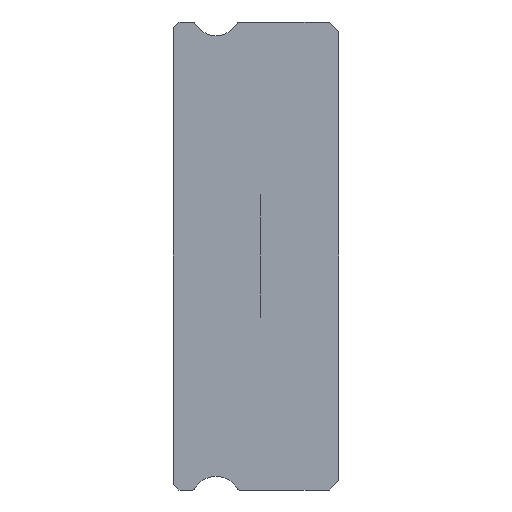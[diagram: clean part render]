
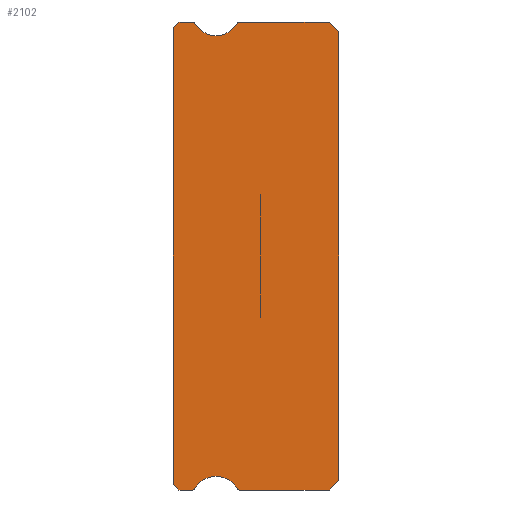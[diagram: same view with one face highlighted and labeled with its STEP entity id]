
A CAD part, left-side view. The second image highlights one B-rep face of the part: STEP entity #2102.
In plain terms, the highlighted planar face has unit normal (-1, 0, 0).
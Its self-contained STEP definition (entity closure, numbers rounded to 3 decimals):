
#4 = DIRECTION ( 'NONE',  ( 1., 0., 0. ) ) ;
#45 = DIRECTION ( 'NONE',  ( 0., 0., -1. ) ) ;
#46 = ORIENTED_EDGE ( 'NONE', *, *, #214, .F. ) ;
#76 = EDGE_CURVE ( 'NONE', #3124, #1386, #407, .T. ) ;
#96 = EDGE_CURVE ( 'NONE', #540, #751, #1023, .T. ) ;
#132 = VERTEX_POINT ( 'NONE', #508 ) ;
#193 = DIRECTION ( 'NONE',  ( -1., 0., 0. ) ) ;
#214 = EDGE_CURVE ( 'NONE', #132, #1262, #1515, .T. ) ;
#221 = LINE ( 'NONE', #1237, #479 ) ;
#235 = DIRECTION ( 'NONE',  ( 0., -0.707, -0.707 ) ) ;
#247 = LINE ( 'NONE', #2513, #1011 ) ;
#266 = DIRECTION ( 'NONE',  ( 0., 0., 1. ) ) ;
#269 = CARTESIAN_POINT ( 'NONE',  ( -5., 6.3, 11.3 ) ) ;
#356 = VECTOR ( 'NONE', #1324, 1000. ) ;
#361 = CARTESIAN_POINT ( 'NONE',  ( -5., 7.512, -12. ) ) ;
#368 = CARTESIAN_POINT ( 'NONE',  ( -5., 0., -11.5 ) ) ;
#407 = CIRCLE ( 'NONE', #2744, 0.15 ) ;
#411 = AXIS2_PLACEMENT_3D ( 'NONE', #2351, #621, #2394 ) ;
#414 = CIRCLE ( 'NONE', #2694, 1.25 ) ;
#453 = VERTEX_POINT ( 'NONE', #1517 ) ;
#479 = VECTOR ( 'NONE', #266, 1000. ) ;
#498 = EDGE_LOOP ( 'NONE', ( #1216, #3035, #3123, #1212, #1177, #847, #1326, #2475, #3128, #1133, #1705, #46, #3200, #1362, #765, #2422, #878 ) ) ;
#508 = CARTESIAN_POINT ( 'NONE',  ( -5., 5.217, 11.925 ) ) ;
#511 = CARTESIAN_POINT ( 'NONE',  ( -5., 7.512, 12. ) ) ;
#517 = EDGE_CURVE ( 'NONE', #2883, #1322, #2000, .T. ) ;
#522 = DIRECTION ( 'NONE',  ( 0., 0., 1. ) ) ;
#525 = CARTESIAN_POINT ( 'NONE',  ( -5., 5.088, -12. ) ) ;
#540 = VERTEX_POINT ( 'NONE', #1767 ) ;
#544 = CIRCLE ( 'NONE', #2392, 1.25 ) ;
#546 = CARTESIAN_POINT ( 'NONE',  ( -5., 8.2, -12. ) ) ;
#555 = VERTEX_POINT ( 'NONE', #361 ) ;
#562 = EDGE_CURVE ( 'NONE', #453, #1724, #2073, .T. ) ;
#621 = DIRECTION ( 'NONE',  ( 1., 0., 0. ) ) ;
#632 = EDGE_CURVE ( 'NONE', #1878, #2845, #414, .T. ) ;
#643 = AXIS2_PLACEMENT_3D ( 'NONE', #1519, #4, #1035 ) ;
#648 = VECTOR ( 'NONE', #1808, 1000. ) ;
#664 = DIRECTION ( 'NONE',  ( 0., 0., -1. ) ) ;
#676 = DIRECTION ( 'NONE',  ( 0., -1., 0. ) ) ;
#751 = VERTEX_POINT ( 'NONE', #1930 ) ;
#765 = ORIENTED_EDGE ( 'NONE', *, *, #76, .F. ) ;
#811 = CARTESIAN_POINT ( 'NONE',  ( -5., 8.2, -12. ) ) ;
#847 = ORIENTED_EDGE ( 'NONE', *, *, #2787, .F. ) ;
#878 = ORIENTED_EDGE ( 'NONE', *, *, #562, .T. ) ;
#953 = VECTOR ( 'NONE', #1978, 1000. ) ;
#968 = LINE ( 'NONE', #2231, #1583 ) ;
#975 = CARTESIAN_POINT ( 'NONE',  ( -5., 8.5, -11.7 ) ) ;
#981 = LINE ( 'NONE', #1214, #953 ) ;
#1011 = VECTOR ( 'NONE', #522, 1000. ) ;
#1023 = LINE ( 'NONE', #1037, #2254 ) ;
#1025 = EDGE_CURVE ( 'NONE', #3124, #453, #981, .T. ) ;
#1035 = DIRECTION ( 'NONE',  ( 0., 0., -1. ) ) ;
#1037 = CARTESIAN_POINT ( 'NONE',  ( -5., 0.5, 12. ) ) ;
#1105 = DIRECTION ( 'NONE',  ( -1., 0., 0. ) ) ;
#1130 = DIRECTION ( 'NONE',  ( -1., 0., 0. ) ) ;
#1133 = ORIENTED_EDGE ( 'NONE', *, *, #96, .F. ) ;
#1177 = ORIENTED_EDGE ( 'NONE', *, *, #632, .F. ) ;
#1192 = VERTEX_POINT ( 'NONE', #975 ) ;
#1212 = ORIENTED_EDGE ( 'NONE', *, *, #1863, .F. ) ;
#1214 = CARTESIAN_POINT ( 'NONE',  ( -5., 8.2, 12. ) ) ;
#1216 = ORIENTED_EDGE ( 'NONE', *, *, #2739, .F. ) ;
#1237 = CARTESIAN_POINT ( 'NONE',  ( -5., 0., 11.5 ) ) ;
#1262 = VERTEX_POINT ( 'NONE', #2238 ) ;
#1317 = CIRCLE ( 'NONE', #643, 0.15 ) ;
#1322 = VERTEX_POINT ( 'NONE', #525 ) ;
#1324 = DIRECTION ( 'NONE',  ( 0., 0.707, -0.707 ) ) ;
#1326 = ORIENTED_EDGE ( 'NONE', *, *, #517, .F. ) ;
#1338 = VERTEX_POINT ( 'NONE', #269 ) ;
#1362 = ORIENTED_EDGE ( 'NONE', *, *, #2075, .F. ) ;
#1386 = VERTEX_POINT ( 'NONE', #2531 ) ;
#1395 = DIRECTION ( 'NONE',  ( 1., 0., 0. ) ) ;
#1454 = DIRECTION ( 'NONE',  ( 1., 0., 0. ) ) ;
#1482 = VERTEX_POINT ( 'NONE', #368 ) ;
#1515 = CIRCLE ( 'NONE', #411, 0.15 ) ;
#1517 = CARTESIAN_POINT ( 'NONE',  ( -5., 8.2, 12. ) ) ;
#1519 = CARTESIAN_POINT ( 'NONE',  ( -5., 5.088, -11.85 ) ) ;
#1534 = VECTOR ( 'NONE', #1964, 1000. ) ;
#1535 = CARTESIAN_POINT ( 'NONE',  ( -5., 7.512, -12. ) ) ;
#1539 = DIRECTION ( 'NONE',  ( 1., 0., 0. ) ) ;
#1545 = CARTESIAN_POINT ( 'NONE',  ( -5., 5.217, -11.925 ) ) ;
#1583 = VECTOR ( 'NONE', #2194, 1000. ) ;
#1591 = CARTESIAN_POINT ( 'NONE',  ( -5., 8.5, 11.7 ) ) ;
#1677 = LINE ( 'NONE', #2949, #1534 ) ;
#1688 = AXIS2_PLACEMENT_3D ( 'NONE', #1693, #1454, #45 ) ;
#1693 = CARTESIAN_POINT ( 'NONE',  ( -5., 7.512, -11.85 ) ) ;
#1705 = ORIENTED_EDGE ( 'NONE', *, *, #1744, .F. ) ;
#1724 = VERTEX_POINT ( 'NONE', #3238 ) ;
#1744 = EDGE_CURVE ( 'NONE', #1262, #540, #1677, .T. ) ;
#1759 = LINE ( 'NONE', #811, #648 ) ;
#1767 = CARTESIAN_POINT ( 'NONE',  ( -5., 0.5, 12. ) ) ;
#1785 = EDGE_CURVE ( 'NONE', #1338, #132, #1908, .T. ) ;
#1804 = EDGE_CURVE ( 'NONE', #1482, #2883, #968, .T. ) ;
#1808 = DIRECTION ( 'NONE',  ( 0., -0.707, -0.707 ) ) ;
#1851 = AXIS2_PLACEMENT_3D ( 'NONE', #2203, #1395, #664 ) ;
#1863 = EDGE_CURVE ( 'NONE', #2845, #555, #3126, .T. ) ;
#1878 = VERTEX_POINT ( 'NONE', #1545 ) ;
#1908 = CIRCLE ( 'NONE', #2504, 1.25 ) ;
#1930 = CARTESIAN_POINT ( 'NONE',  ( -5., 0., 11.5 ) ) ;
#1964 = DIRECTION ( 'NONE',  ( 0., -1., 0. ) ) ;
#1978 = DIRECTION ( 'NONE',  ( 0., 1., 0. ) ) ;
#2000 = LINE ( 'NONE', #1535, #2641 ) ;
#2005 = DIRECTION ( 'NONE',  ( 0., 0., -1. ) ) ;
#2073 = LINE ( 'NONE', #1591, #356 ) ;
#2075 = EDGE_CURVE ( 'NONE', #1386, #1338, #544, .T. ) ;
#2098 = DIRECTION ( 'NONE',  ( 0., 0., -1. ) ) ;
#2102 = ADVANCED_FACE ( 'NONE', ( #3208 ), #2412, .F. ) ;
#2120 = CARTESIAN_POINT ( 'NONE',  ( -5., 7.383, -11.925 ) ) ;
#2130 = LINE ( 'NONE', #3152, #2852 ) ;
#2194 = DIRECTION ( 'NONE',  ( 0., 0.707, -0.707 ) ) ;
#2203 = CARTESIAN_POINT ( 'NONE',  ( -5., 7.512, 11.85 ) ) ;
#2231 = CARTESIAN_POINT ( 'NONE',  ( -5., 0., -11.5 ) ) ;
#2238 = CARTESIAN_POINT ( 'NONE',  ( -5., 5.088, 12. ) ) ;
#2254 = VECTOR ( 'NONE', #235, 1000. ) ;
#2264 = VERTEX_POINT ( 'NONE', #546 ) ;
#2351 = CARTESIAN_POINT ( 'NONE',  ( -5., 5.088, 11.85 ) ) ;
#2365 = CARTESIAN_POINT ( 'NONE',  ( -5., 6.3, -12.55 ) ) ;
#2392 = AXIS2_PLACEMENT_3D ( 'NONE', #2615, #1105, #2098 ) ;
#2394 = DIRECTION ( 'NONE',  ( 0., 0., -1. ) ) ;
#2412 = PLANE ( 'NONE',  #1851 ) ;
#2422 = ORIENTED_EDGE ( 'NONE', *, *, #1025, .T. ) ;
#2475 = ORIENTED_EDGE ( 'NONE', *, *, #1804, .F. ) ;
#2504 = AXIS2_PLACEMENT_3D ( 'NONE', #2725, #193, #2966 ) ;
#2513 = CARTESIAN_POINT ( 'NONE',  ( -5., 8.5, 11.85 ) ) ;
#2523 = EDGE_CURVE ( 'NONE', #2264, #555, #2130, .T. ) ;
#2531 = CARTESIAN_POINT ( 'NONE',  ( -5., 7.383, 11.925 ) ) ;
#2558 = DIRECTION ( 'NONE',  ( 0., 1., 0. ) ) ;
#2615 = CARTESIAN_POINT ( 'NONE',  ( -5., 6.3, 12.55 ) ) ;
#2641 = VECTOR ( 'NONE', #2558, 1000. ) ;
#2694 = AXIS2_PLACEMENT_3D ( 'NONE', #2365, #1130, #2850 ) ;
#2695 = EDGE_CURVE ( 'NONE', #1482, #751, #221, .T. ) ;
#2725 = CARTESIAN_POINT ( 'NONE',  ( -5., 6.3, 12.55 ) ) ;
#2739 = EDGE_CURVE ( 'NONE', #1192, #1724, #247, .T. ) ;
#2744 = AXIS2_PLACEMENT_3D ( 'NONE', #3023, #1539, #2005 ) ;
#2787 = EDGE_CURVE ( 'NONE', #1322, #1878, #1317, .T. ) ;
#2845 = VERTEX_POINT ( 'NONE', #2120 ) ;
#2850 = DIRECTION ( 'NONE',  ( 0., 0., -1. ) ) ;
#2852 = VECTOR ( 'NONE', #676, 1000. ) ;
#2883 = VERTEX_POINT ( 'NONE', #2894 ) ;
#2894 = CARTESIAN_POINT ( 'NONE',  ( -5., 0.5, -12. ) ) ;
#2949 = CARTESIAN_POINT ( 'NONE',  ( -5., 7.512, 12. ) ) ;
#2966 = DIRECTION ( 'NONE',  ( 0., 0., -1. ) ) ;
#3023 = CARTESIAN_POINT ( 'NONE',  ( -5., 7.512, 11.85 ) ) ;
#3035 = ORIENTED_EDGE ( 'NONE', *, *, #3188, .T. ) ;
#3123 = ORIENTED_EDGE ( 'NONE', *, *, #2523, .T. ) ;
#3124 = VERTEX_POINT ( 'NONE', #511 ) ;
#3126 = CIRCLE ( 'NONE', #1688, 0.15 ) ;
#3128 = ORIENTED_EDGE ( 'NONE', *, *, #2695, .T. ) ;
#3152 = CARTESIAN_POINT ( 'NONE',  ( -5., 7.512, -12. ) ) ;
#3188 = EDGE_CURVE ( 'NONE', #1192, #2264, #1759, .T. ) ;
#3200 = ORIENTED_EDGE ( 'NONE', *, *, #1785, .F. ) ;
#3208 = FACE_OUTER_BOUND ( 'NONE', #498, .T. ) ;
#3238 = CARTESIAN_POINT ( 'NONE',  ( -5., 8.5, 11.7 ) ) ;
